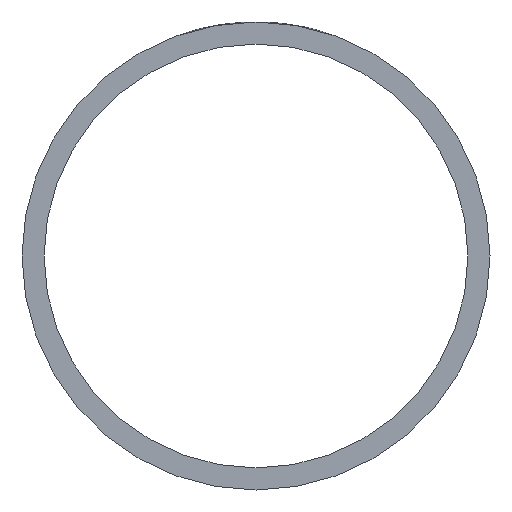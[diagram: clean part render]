
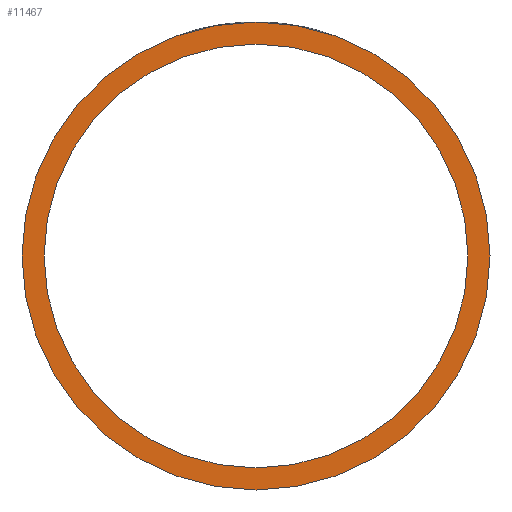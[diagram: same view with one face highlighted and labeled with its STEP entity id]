
A CAD part, front view. The second image highlights one B-rep face of the part: STEP entity #11467.
In plain terms, the highlighted planar face has unit normal (0, -1, 0).
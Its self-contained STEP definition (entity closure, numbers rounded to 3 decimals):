
#293 = DIRECTION ( 'NONE',  ( 0., 1., 0. ) ) ;
#308 = CARTESIAN_POINT ( 'NONE',  ( 0., 0., 0. ) ) ;
#482 = ORIENTED_EDGE ( 'NONE', *, *, #9994, .T. ) ;
#654 = DIRECTION ( 'NONE',  ( 0., 1., 0. ) ) ;
#991 = AXIS2_PLACEMENT_3D ( 'NONE', #10413, #5551, #4762 ) ;
#1346 = AXIS2_PLACEMENT_3D ( 'NONE', #4311, #12008, #1556 ) ;
#1517 = ORIENTED_EDGE ( 'NONE', *, *, #3000, .F. ) ;
#1556 = DIRECTION ( 'NONE',  ( 0., 0., 1. ) ) ;
#1656 = ORIENTED_EDGE ( 'NONE', *, *, #8134, .T. ) ;
#2094 = CARTESIAN_POINT ( 'NONE',  ( 0., 0., -19.2 ) ) ;
#2345 = DIRECTION ( 'NONE',  ( 0., 1., 0. ) ) ;
#3000 = EDGE_CURVE ( 'NONE', #6354, #4423, #6309, .T. ) ;
#3458 = EDGE_CURVE ( 'NONE', #4423, #6354, #7569, .T. ) ;
#3813 = EDGE_LOOP ( 'NONE', ( #1517, #7620 ) ) ;
#4311 = CARTESIAN_POINT ( 'NONE',  ( 0., 0., 0. ) ) ;
#4423 = VERTEX_POINT ( 'NONE', #4596 ) ;
#4596 = CARTESIAN_POINT ( 'NONE',  ( 0., 0., 21.2 ) ) ;
#4733 = EDGE_LOOP ( 'NONE', ( #1656, #482 ) ) ;
#4762 = DIRECTION ( 'NONE',  ( 0., 0., 1. ) ) ;
#5260 = AXIS2_PLACEMENT_3D ( 'NONE', #12113, #654, #5561 ) ;
#5340 = FACE_OUTER_BOUND ( 'NONE', #3813, .T. ) ;
#5551 = DIRECTION ( 'NONE',  ( 0., 1., 0. ) ) ;
#5561 = DIRECTION ( 'NONE',  ( 0., 0., 1. ) ) ;
#6104 = DIRECTION ( 'NONE',  ( 0., 0., 1. ) ) ;
#6309 = CIRCLE ( 'NONE', #991, 21.2 ) ;
#6354 = VERTEX_POINT ( 'NONE', #11419 ) ;
#6670 = CARTESIAN_POINT ( 'NONE',  ( 0., 0., 19.2 ) ) ;
#6898 = CARTESIAN_POINT ( 'NONE',  ( 0., 0., 0. ) ) ;
#6948 = DIRECTION ( 'NONE',  ( 0., 0., 1. ) ) ;
#7569 = CIRCLE ( 'NONE', #5260, 21.2 ) ;
#7620 = ORIENTED_EDGE ( 'NONE', *, *, #3458, .F. ) ;
#8134 = EDGE_CURVE ( 'NONE', #8379, #9606, #8635, .T. ) ;
#8379 = VERTEX_POINT ( 'NONE', #2094 ) ;
#8635 = CIRCLE ( 'NONE', #9089, 19.2 ) ;
#9089 = AXIS2_PLACEMENT_3D ( 'NONE', #308, #2345, #6104 ) ;
#9606 = VERTEX_POINT ( 'NONE', #6670 ) ;
#9961 = CIRCLE ( 'NONE', #1346, 19.2 ) ;
#9994 = EDGE_CURVE ( 'NONE', #9606, #8379, #9961, .T. ) ;
#10413 = CARTESIAN_POINT ( 'NONE',  ( 0., 0., 0. ) ) ;
#10646 = AXIS2_PLACEMENT_3D ( 'NONE', #6898, #293, #6948 ) ;
#11251 = PLANE ( 'NONE',  #10646 ) ;
#11419 = CARTESIAN_POINT ( 'NONE',  ( 0., 0., -21.2 ) ) ;
#11467 = ADVANCED_FACE ( 'NONE', ( #5340, #12058 ), #11251, .F. ) ;
#12008 = DIRECTION ( 'NONE',  ( 0., 1., 0. ) ) ;
#12058 = FACE_BOUND ( 'NONE', #4733, .T. ) ;
#12113 = CARTESIAN_POINT ( 'NONE',  ( 0., 0., 0. ) ) ;
